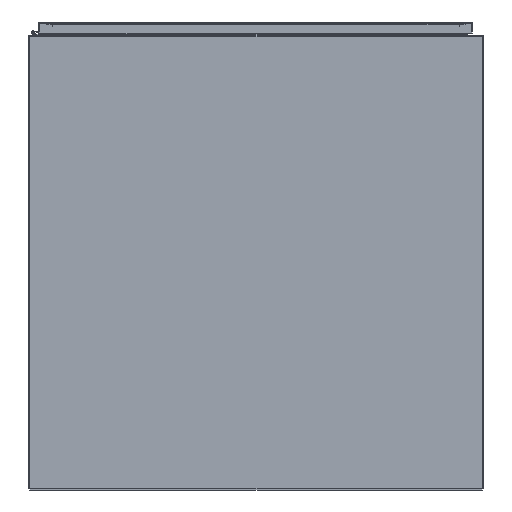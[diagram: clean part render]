
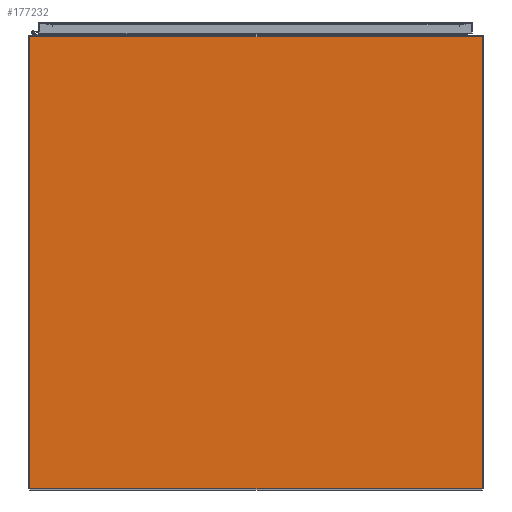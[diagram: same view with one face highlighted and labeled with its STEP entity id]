
A CAD part, front view. The second image highlights one B-rep face of the part: STEP entity #177232.
In plain terms, the highlighted face is planar.
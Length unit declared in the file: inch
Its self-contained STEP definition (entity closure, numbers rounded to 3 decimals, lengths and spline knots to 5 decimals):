
#10063 = LINE ( 'NONE', #113407, #136829 ) ;
#22768 = EDGE_LOOP ( 'NONE', ( #212884, #116313, #170335, #150391 ) ) ;
#24390 = PLANE ( 'NONE',  #72710 ) ;
#37804 = DIRECTION ( 'NONE',  ( 1., 0., 0. ) ) ;
#39603 = EDGE_CURVE ( 'NONE', #56912, #143370, #108605, .T. ) ;
#44658 = FACE_OUTER_BOUND ( 'NONE', #22768, .T. ) ;
#51886 = DIRECTION ( 'NONE',  ( 0., -1., 0. ) ) ;
#56791 = CARTESIAN_POINT ( 'NONE',  ( -17.9688, -17.8907, 0.0937 ) ) ;
#56912 = VERTEX_POINT ( 'NONE', #134352 ) ;
#57462 = VERTEX_POINT ( 'NONE', #56791 ) ;
#59420 = VECTOR ( 'NONE', #51886, 39.37008 ) ;
#62114 = CARTESIAN_POINT ( 'NONE',  ( -17.9688, 18.01565, 0.0937 ) ) ;
#72710 = AXIS2_PLACEMENT_3D ( 'NONE', #174074, #75026, #190638 ) ;
#75026 = DIRECTION ( 'NONE',  ( 0., 0., 1. ) ) ;
#103443 = EDGE_CURVE ( 'NONE', #57462, #190218, #10063, .T. ) ;
#107106 = VECTOR ( 'NONE', #177819, 39.37008 ) ;
#108605 = LINE ( 'NONE', #134185, #59420 ) ;
#112240 = LINE ( 'NONE', #62114, #107106 ) ;
#113407 = CARTESIAN_POINT ( 'NONE',  ( -17.9688, -18.01565, 0.0937 ) ) ;
#116313 = ORIENTED_EDGE ( 'NONE', *, *, #39603, .F. ) ;
#120258 = CARTESIAN_POINT ( 'NONE',  ( -8.9844, -17.8907, 0.0937 ) ) ;
#128477 = LINE ( 'NONE', #120258, #211251 ) ;
#129956 = DIRECTION ( 'NONE',  ( 0., 1., 0. ) ) ;
#134185 = CARTESIAN_POINT ( 'NONE',  ( 17.9688, 18.01565, 0.0937 ) ) ;
#134352 = CARTESIAN_POINT ( 'NONE',  ( 17.9688, 18.01565, 0.0937 ) ) ;
#136829 = VECTOR ( 'NONE', #129956, 39.37008 ) ;
#143370 = VERTEX_POINT ( 'NONE', #184973 ) ;
#150391 = ORIENTED_EDGE ( 'NONE', *, *, #103443, .F. ) ;
#170335 = ORIENTED_EDGE ( 'NONE', *, *, #207639, .F. ) ;
#174074 = CARTESIAN_POINT ( 'NONE',  ( 0., 0., 0.0937 ) ) ;
#177232 = ADVANCED_FACE ( 'NONE', ( #44658 ), #24390, .T. ) ;
#177819 = DIRECTION ( 'NONE',  ( 1., 0., 0. ) ) ;
#184605 = EDGE_CURVE ( 'NONE', #57462, #143370, #128477, .T. ) ;
#184973 = CARTESIAN_POINT ( 'NONE',  ( 17.9688, -17.8907, 0.0937 ) ) ;
#190218 = VERTEX_POINT ( 'NONE', #207532 ) ;
#190638 = DIRECTION ( 'NONE',  ( 1., 0., 0. ) ) ;
#207532 = CARTESIAN_POINT ( 'NONE',  ( -17.9688, 18.01565, 0.0937 ) ) ;
#207639 = EDGE_CURVE ( 'NONE', #190218, #56912, #112240, .T. ) ;
#211251 = VECTOR ( 'NONE', #37804, 39.37008 ) ;
#212884 = ORIENTED_EDGE ( 'NONE', *, *, #184605, .T. ) ;
